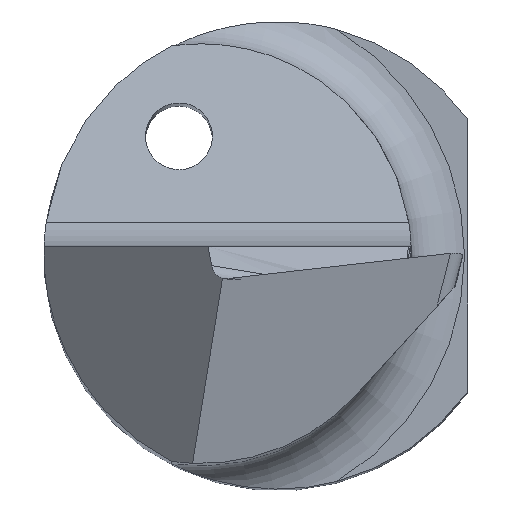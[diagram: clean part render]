
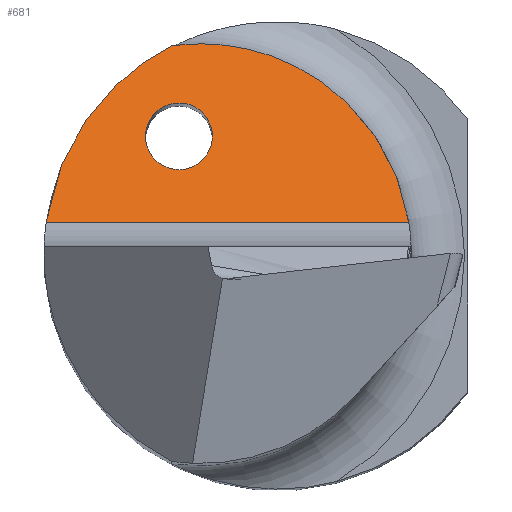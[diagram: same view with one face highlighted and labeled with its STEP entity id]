
A CAD part, top view. The second image highlights one B-rep face of the part: STEP entity #681.
In plain terms, the highlighted planar face has unit normal (0, 0.766, 0.643).
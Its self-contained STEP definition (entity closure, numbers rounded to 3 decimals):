
#1 = AXIS2_PLACEMENT_3D ( 'NONE', #211, #729, #146 ) ;
#10 = CARTESIAN_POINT ( 'NONE',  ( -2.478, 1.262, 28.213 ) ) ;
#57 = VERTEX_POINT ( 'NONE', #636 ) ;
#85 = EDGE_CURVE ( 'NONE', #57, #94, #736, .T. ) ;
#90 = ORIENTED_EDGE ( 'NONE', *, *, #224, .T. ) ;
#94 = VERTEX_POINT ( 'NONE', #436 ) ;
#105 = ORIENTED_EDGE ( 'NONE', *, *, #463, .T. ) ;
#125 = CARTESIAN_POINT ( 'NONE',  ( -0.478, 1.262, 28.213 ) ) ;
#133 = EDGE_LOOP ( 'NONE', ( #555 ) ) ;
#134 = CARTESIAN_POINT ( 'NONE',  ( -1.587, 3.12, 25.999 ) ) ;
#146 = DIRECTION ( 'NONE',  ( 0., 0.643, -0.766 ) ) ;
#149 = CARTESIAN_POINT ( 'NONE',  ( 1.689, 2.281, 26.998 ) ) ;
#166 = CARTESIAN_POINT ( 'NONE',  ( -1.587, 3.12, 25.999 ) ) ;
#209 = CARTESIAN_POINT ( 'NONE',  ( 1.964, 0.474, 29.152 ) ) ;
#211 = CARTESIAN_POINT ( 'NONE',  ( -3.5, 0.474, 29.152 ) ) ;
#224 = EDGE_CURVE ( 'NONE', #57, #447, #232, .T. ) ;
#232 = LINE ( 'NONE', #676, #370 ) ;
#265 = CARTESIAN_POINT ( 'NONE',  ( -1.478, 1.262, 28.213 ) ) ;
#321 = CARTESIAN_POINT ( 'NONE',  ( -3.468, 0.474, 29.152 ) ) ;
#335 = CARTESIAN_POINT ( 'NONE',  ( -2.478, 2.262, 27.021 ) ) ;
#370 = VECTOR ( 'NONE', #627, 1000. ) ;
#377 = CARTESIAN_POINT ( 'NONE',  ( -1.478, 2.262, 27.021 ) ) ;
#398 = CARTESIAN_POINT ( 'NONE',  ( 0.223, 3.373, 25.697 ) ) ;
#419 =( BOUNDED_CURVE ( )  B_SPLINE_CURVE ( 3, ( #454, #149, #398, #166 ),
 .UNSPECIFIED., .F., .F. ) 
 B_SPLINE_CURVE_WITH_KNOTS ( ( 4, 4 ),
 ( 4.864, 6.422 ),
 .UNSPECIFIED. ) 
 CURVE ( )  GEOMETRIC_REPRESENTATION_ITEM ( )  RATIONAL_B_SPLINE_CURVE ( ( 1., 0.808, 0.808, 1. ) ) 
 REPRESENTATION_ITEM ( '' )  );
#425 = EDGE_CURVE ( 'NONE', #499, #499, #830, .T. ) ;
#436 = CARTESIAN_POINT ( 'NONE',  ( -1.587, 3.12, 25.999 ) ) ;
#442 = FACE_OUTER_BOUND ( 'NONE', #670, .T. ) ;
#446 = PLANE ( 'NONE',  #1 ) ;
#447 = VERTEX_POINT ( 'NONE', #209 ) ;
#454 = CARTESIAN_POINT ( 'NONE',  ( 1.964, 0.474, 29.152 ) ) ;
#463 = EDGE_CURVE ( 'NONE', #447, #94, #419, .T. ) ;
#499 = VERTEX_POINT ( 'NONE', #778 ) ;
#555 = ORIENTED_EDGE ( 'NONE', *, *, #425, .F. ) ;
#570 = CARTESIAN_POINT ( 'NONE',  ( -3.309, 1.634, 27.769 ) ) ;
#627 = DIRECTION ( 'NONE',  ( 1., 0., 0. ) ) ;
#636 = CARTESIAN_POINT ( 'NONE',  ( -3.468, 0.474, 29.152 ) ) ;
#670 = EDGE_LOOP ( 'NONE', ( #90, #105, #854 ) ) ;
#676 = CARTESIAN_POINT ( 'NONE',  ( -3.5, 0.474, 29.152 ) ) ;
#681 = ADVANCED_FACE ( 'NONE', ( #771, #442 ), #446, .F. ) ;
#711 = CARTESIAN_POINT ( 'NONE',  ( -1.478, 2.262, 27.021 ) ) ;
#729 = DIRECTION ( 'NONE',  ( 0., -0.766, -0.643 ) ) ;
#736 =( BOUNDED_CURVE ( )  B_SPLINE_CURVE ( 3, ( #321, #570, #861, #134 ),
 .UNSPECIFIED., .F., .F. ) 
 B_SPLINE_CURVE_WITH_KNOTS ( ( 4, 4 ),
 ( 4.848, 5.813 ),
 .UNSPECIFIED. ) 
 CURVE ( )  GEOMETRIC_REPRESENTATION_ITEM ( )  RATIONAL_B_SPLINE_CURVE ( ( 1., 0.924, 0.924, 1. ) ) 
 REPRESENTATION_ITEM ( '' )  );
#771 = FACE_BOUND ( 'NONE', #133, .T. ) ;
#778 = CARTESIAN_POINT ( 'NONE',  ( -1.478, 2.262, 27.021 ) ) ;
#800 = CARTESIAN_POINT ( 'NONE',  ( -0.478, 2.262, 27.021 ) ) ;
#830 =( BOUNDED_CURVE ( )  B_SPLINE_CURVE ( 3, ( #711, #335, #10, #265, #125, #800, #377 ),
 .UNSPECIFIED., .T., .F. ) 
 B_SPLINE_CURVE_WITH_KNOTS ( ( 4, 3, 4 ),
 ( 0., 3.142, 6.283 ),
 .UNSPECIFIED. ) 
 CURVE ( )  GEOMETRIC_REPRESENTATION_ITEM ( )  RATIONAL_B_SPLINE_CURVE ( ( 1., 0.333, 0.333, 1., 0.333, 0.333, 1. ) ) 
 REPRESENTATION_ITEM ( '' )  );
#854 = ORIENTED_EDGE ( 'NONE', *, *, #85, .F. ) ;
#861 = CARTESIAN_POINT ( 'NONE',  ( -2.631, 2.589, 26.632 ) ) ;
